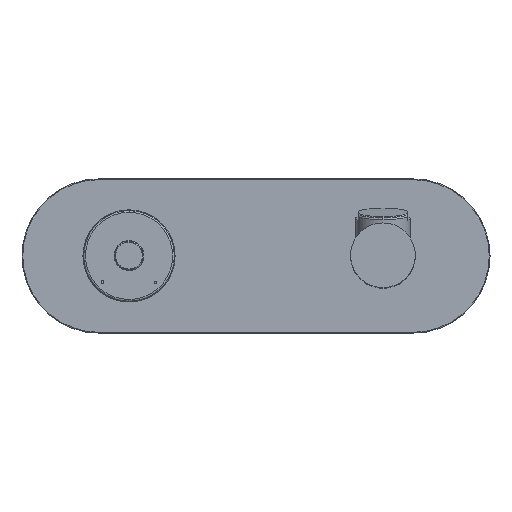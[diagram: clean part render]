
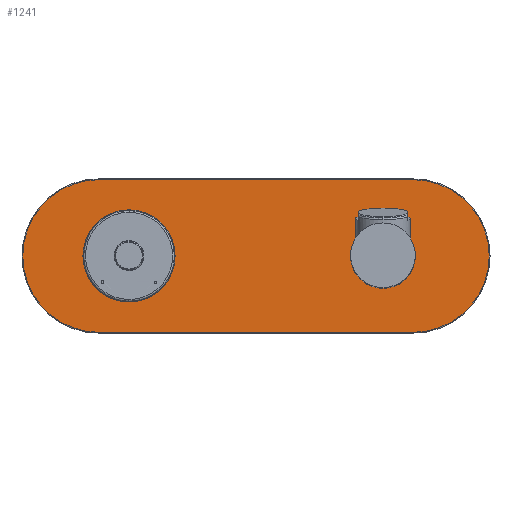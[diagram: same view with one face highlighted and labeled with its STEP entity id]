
A CAD part, top view. The second image highlights one B-rep face of the part: STEP entity #1241.
In plain terms, the highlighted planar face has unit normal (0, 0, 1).
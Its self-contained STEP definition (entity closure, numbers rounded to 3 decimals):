
#991=DIRECTION('',(1.,0.,0.));
#992=VECTOR('',#991,126.);
#993=CARTESIAN_POINT('',(-114.,-30.7,-28.5));
#994=LINE('',#993,#992);
#995=CARTESIAN_POINT('',(-114.,0.,-28.5));
#996=DIRECTION('',(0.,0.,1.));
#997=DIRECTION('',(0.,1.,0.));
#998=AXIS2_PLACEMENT_3D('',#995,#996,#997);
#1000=DIRECTION('',(-1.,0.,0.));
#1001=VECTOR('',#1000,126.);
#1002=CARTESIAN_POINT('',(12.,30.7,-28.5));
#1003=LINE('',#1002,#1001);
#1004=CARTESIAN_POINT('',(12.,0.,-28.5));
#1005=DIRECTION('',(0.,0.,1.));
#1006=DIRECTION('',(0.,-1.,0.));
#1007=AXIS2_PLACEMENT_3D('',#1004,#1005,#1006);
#1108=CARTESIAN_POINT('',(-114.,-30.7,-28.5));
#1109=CARTESIAN_POINT('',(12.,-30.7,-28.5));
#1110=VERTEX_POINT('',#1108);
#1111=VERTEX_POINT('',#1109);
#1116=CARTESIAN_POINT('',(12.,30.7,-28.5));
#1117=VERTEX_POINT('',#1116);
#1120=CARTESIAN_POINT('',(-114.,30.7,-28.5));
#1121=VERTEX_POINT('',#1120);
#1227=CARTESIAN_POINT('',(-51.,0.,-28.5));
#1228=DIRECTION('',(0.,0.,1.));
#1229=DIRECTION('',(-1.,0.,0.));
#1230=AXIS2_PLACEMENT_3D('',#1227,#1228,#1229);
#1231=PLANE('',#1230);
#1233=ORIENTED_EDGE('',*,*,#1232,.F.);
#1235=ORIENTED_EDGE('',*,*,#1234,.F.);
#1237=ORIENTED_EDGE('',*,*,#1236,.F.);
#1238=ORIENTED_EDGE('',*,*,#1217,.F.);
#1239=EDGE_LOOP('',(#1233,#1235,#1237,#1238));
#1240=FACE_OUTER_BOUND('',#1239,.F.);
#1241=ADVANCED_FACE('',(#1240),#1231,.T.);
#999=CIRCLE('',#998,30.7);
#1008=CIRCLE('',#1007,30.7);
#1217=EDGE_CURVE('',#1111,#1117,#1008,.T.);
#1232=EDGE_CURVE('',#1110,#1111,#994,.T.);
#1234=EDGE_CURVE('',#1121,#1110,#999,.T.);
#1236=EDGE_CURVE('',#1117,#1121,#1003,.T.);
